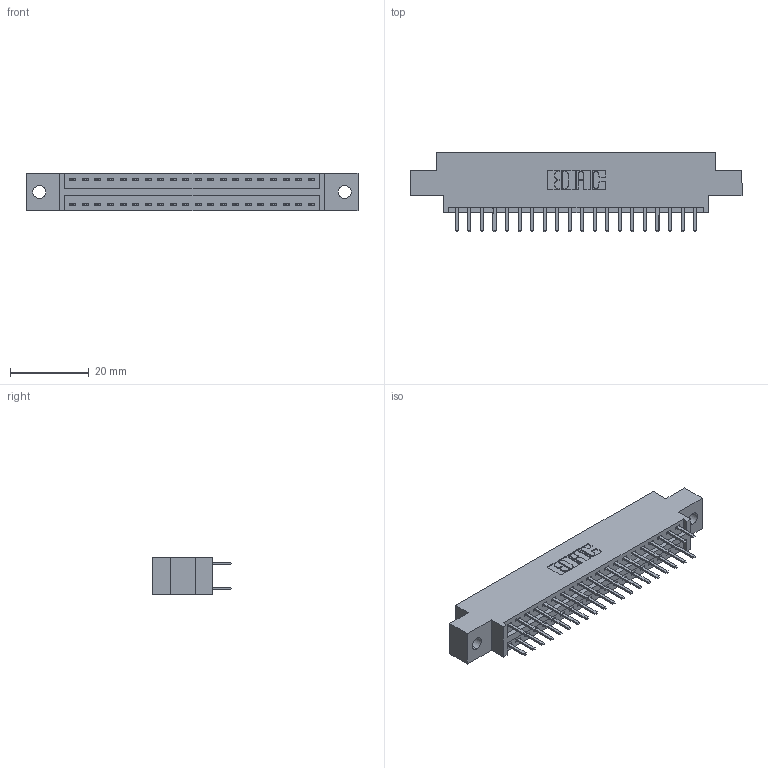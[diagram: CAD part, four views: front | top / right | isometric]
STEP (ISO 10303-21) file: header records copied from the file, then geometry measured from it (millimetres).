
FILE_DESCRIPTION (( 'STEP AP203' ), '1' );
FILE_NAME ('346-040-520-802.STEP', '2018-08-24T08:29:32', ( '' ), ( '' ), 'SwSTEP 2.0', 'SolidWorks 2016', '' );
FILE_SCHEMA (( 'CONFIG_CONTROL_DESIGN' ));
Length unit declared in the file: inch
Products named in the file (3): 346 Part_0.170 Offset - 0.128 Dia; 345-292-001_345-293-120; 346-040-520-802
Assembly tree (41 placements, depth 2):
  346-040-520-802
    346 Part_0.170 Offset - 0.128 Dia
    345-292-001_345-293-120  x40
Bounding box: 84.07 x 20.02 x 9.4 mm (x, y, z)
Volume: 7818.5 mm3; surface area: 10270.4 mm2
Topology: 41 solids, 41 shells, 2366 faces, 6861 edges, 4466 vertices
Faces by surface type: plane 1560, cylinder 806
Entity records: 16263 total; most frequent: CARTESIAN_POINT 2724, ORIENTED_EDGE 2646, DIRECTION 2439, EDGE_CURVE 1323, LINE 1107, VECTOR 1107, VERTEX_POINT 878, AXIS2_PLACEMENT_3D 666
